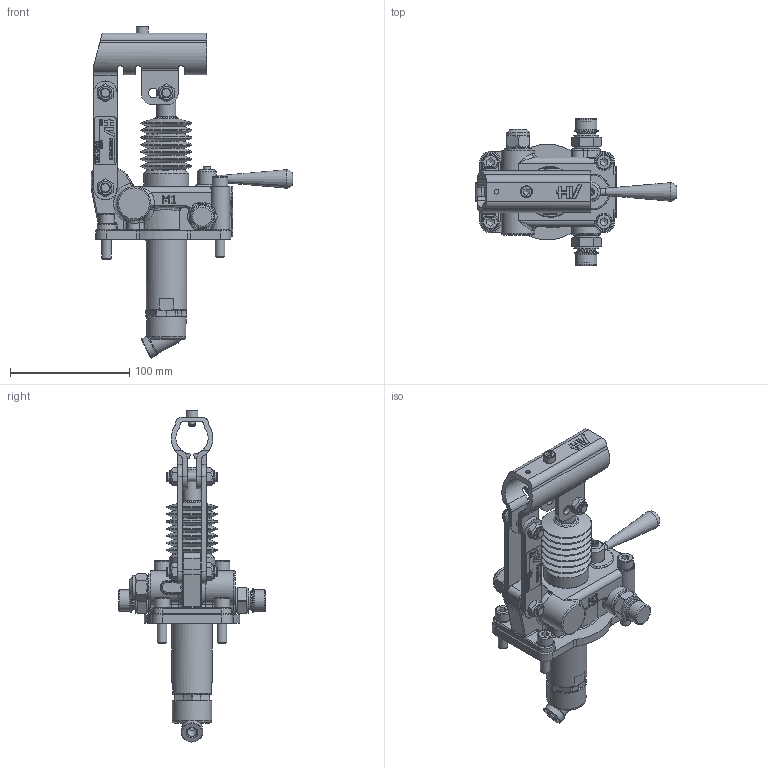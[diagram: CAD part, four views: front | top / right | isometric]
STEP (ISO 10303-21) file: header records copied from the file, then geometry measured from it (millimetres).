
FILE_DESCRIPTION((''),'2;1');
FILE_NAME('PMD 25 byB-s (HV) STEP.stp','2014-08-04T17:19:41',('Christian'),(''),'Autodesk Inventor 2013','Autodesk Inventor 2013','');
FILE_SCHEMA(('AUTOMOTIVE_DESIGN { 1 0 10303 214 1 1 1 1 }'));
Length unit declared in the file: millimetre
Products named in the file (1): 6056.0046.10.50 Derivazione 2
Bounding box: 169 x 123 x 277.85 mm (x, y, z)
Volume: 328211.9 mm3; surface area: 152778.1 mm2
Topology: 17 solids, 18 shells, 1555 faces, 3849 edges, 2422 vertices
Faces by surface type: plane 716, cylinder 348, bspline 186, cone 155, torus 137, sphere 13
Full cylindrical faces by diameter (mm): 4 x2, 4.917 x2, 5 x4, 6 x4, 8 x24, 8.5 x4, 9 x2, 10 x2, 10.5 x1, 11.05 x6, 12 x4, 13 x4, 13.5 x2, 14 x4, 14.95 x1, 15.9 x1, 16 x5, 16.6 x3, 17 x1, 18 x5, 19 x2, 20 x5, 21 x6, 22 x1, 23 x1, 24 x1, 25 x1, 28 x2, 30 x1, 33 x1
Entity records: 48360 total; most frequent: CARTESIAN_POINT 12518, ORIENTED_EDGE 7016, DIRECTION 6634, EDGE_CURVE 3508, AXIS2_PLACEMENT_3D 2409, VERTEX_POINT 2337, EDGE_LOOP 1975, VECTOR 1816
